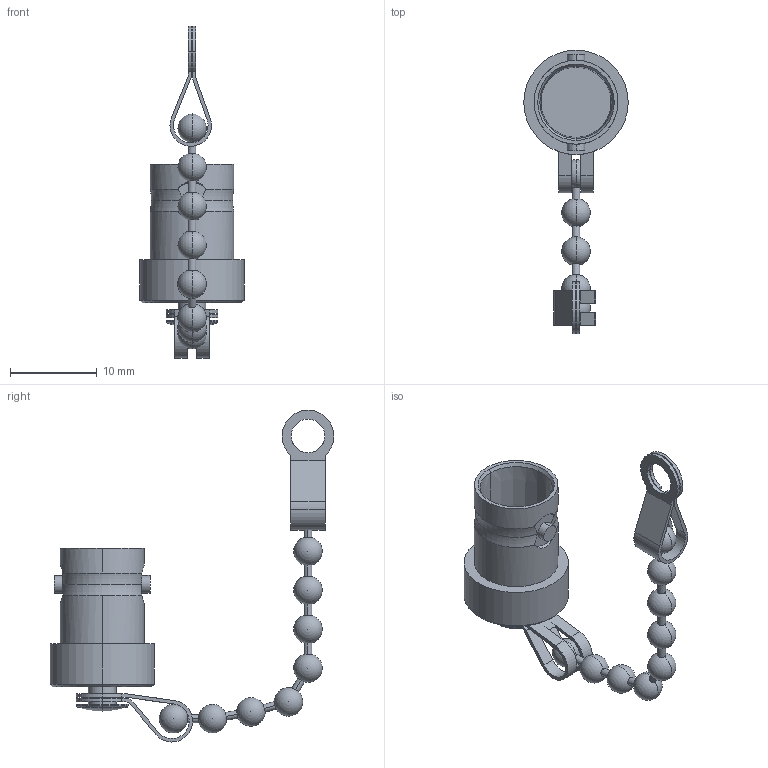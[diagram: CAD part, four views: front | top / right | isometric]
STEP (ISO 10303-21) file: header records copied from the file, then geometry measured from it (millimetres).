
FILE_DESCRIPTION (( 'STEP AP214' ), '1' );
FILE_NAME ('H00000A1943.STEP', '2013-01-24T11:01:24', ( 'Wartung1' ), ( '' ), 'SwSTEP 2.0', 'SolidWorks 2012', '' );
FILE_SCHEMA (( 'AUTOMOTIVE_DESIGN' ));
Length unit declared in the file: millimetre
Products named in the file (1): H00000A1943
Bounding box: 12.05 x 32.78 x 38.33 mm (x, y, z)
Volume: 1258.5 mm3; surface area: 1823.5 mm2
Topology: 12 solids, 12 shells, 167 faces, 478 edges, 317 vertices
Faces by surface type: cylinder 72, plane 39, sphere 34, cone 12, torus 10
Entity records: 7307 total; most frequent: CARTESIAN_POINT 1033, DIRECTION 988, ORIENTED_EDGE 862, EDGE_CURVE 431, AXIS2_PLACEMENT_3D 411, VERTEX_POINT 290, CIRCLE 243, UNCERTAINTY_MEASURE_WITH_UNIT 180
